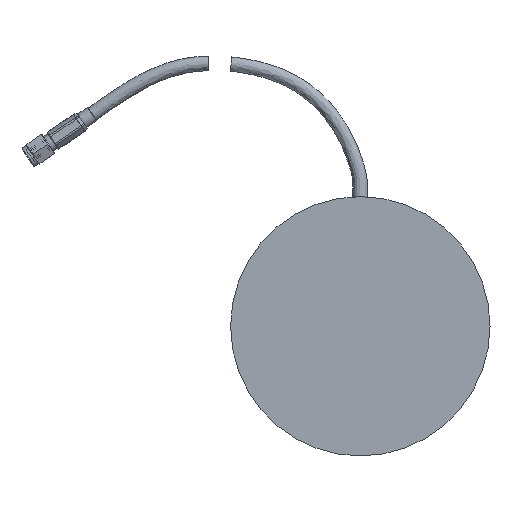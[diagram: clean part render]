
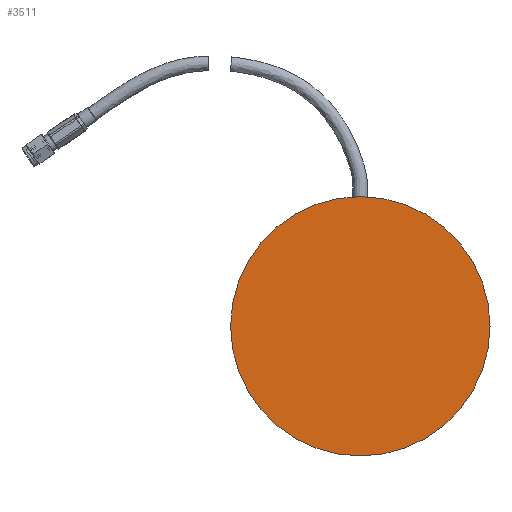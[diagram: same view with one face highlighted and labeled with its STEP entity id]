
A CAD part, front view. The second image highlights one B-rep face of the part: STEP entity #3511.
In plain terms, the highlighted planar face has unit normal (0, -1, 0).
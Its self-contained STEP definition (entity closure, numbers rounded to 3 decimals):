
#53 = DIRECTION ( 'NONE',  ( 0., -1., 0. ) ) ;
#1172 = CARTESIAN_POINT ( 'NONE',  ( -44.45, 0., 0. ) ) ;
#1877 = CARTESIAN_POINT ( 'NONE',  ( 0., 0., -44.45 ) ) ;
#1929 = DIRECTION ( 'NONE',  ( 0., 0., 1. ) ) ;
#2364 = CIRCLE ( 'NONE', #4885, 44.45 ) ;
#2757 = EDGE_CURVE ( 'NONE', #7162, #7162, #2364, .T. ) ;
#3382 = PLANE ( 'NONE',  #4828 ) ;
#3511 = ADVANCED_FACE ( 'NONE', ( #7133 ), #3382, .F. ) ;
#4557 = CARTESIAN_POINT ( 'NONE',  ( 0., 0., 0. ) ) ;
#4828 = AXIS2_PLACEMENT_3D ( 'NONE', #1172, #6444, #1929 ) ;
#4885 = AXIS2_PLACEMENT_3D ( 'NONE', #4557, #53, #5289 ) ;
#5289 = DIRECTION ( 'NONE',  ( 0., 0., -1. ) ) ;
#6444 = DIRECTION ( 'NONE',  ( 0., 1., 0. ) ) ;
#7133 = FACE_OUTER_BOUND ( 'NONE', #9227, .T. ) ;
#7162 = VERTEX_POINT ( 'NONE', #1877 ) ;
#8928 = ORIENTED_EDGE ( 'NONE', *, *, #2757, .T. ) ;
#9227 = EDGE_LOOP ( 'NONE', ( #8928 ) ) ;
